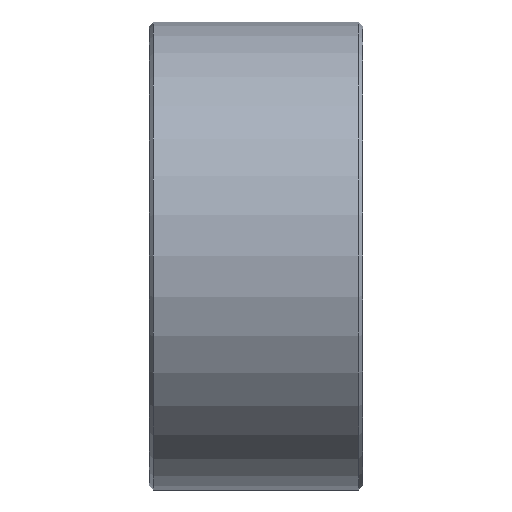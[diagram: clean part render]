
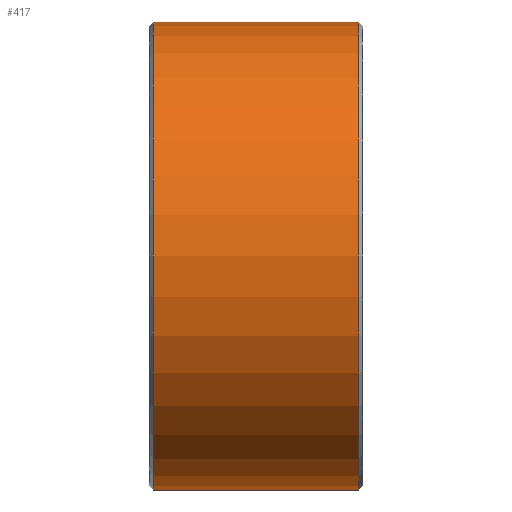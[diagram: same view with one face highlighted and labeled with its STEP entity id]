
A CAD part, front view. The second image highlights one B-rep face of the part: STEP entity #417.
In plain terms, the highlighted cylindrical face has radius 17.5 mm (diameter 35 mm), a full revolution.
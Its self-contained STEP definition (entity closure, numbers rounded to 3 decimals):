
#37=FACE_BOUND('',#120,.T.);
#47=CYLINDRICAL_SURFACE('',#474,17.5);
#74=FACE_OUTER_BOUND('',#119,.T.);
#119=EDGE_LOOP('',(#342));
#120=EDGE_LOOP('',(#343));
#182=CIRCLE('',#473,17.5);
#183=CIRCLE('',#475,17.5);
#217=VERTEX_POINT('',#706);
#218=VERTEX_POINT('',#709);
#260=EDGE_CURVE('',#217,#217,#182,.T.);
#261=EDGE_CURVE('',#218,#218,#183,.T.);
#342=ORIENTED_EDGE('',*,*,#260,.T.);
#343=ORIENTED_EDGE('',*,*,#261,.F.);
#417=ADVANCED_FACE('',(#74,#37),#47,.T.);
#473=AXIS2_PLACEMENT_3D('',#707,#596,#597);
#474=AXIS2_PLACEMENT_3D('',#708,#598,#599);
#475=AXIS2_PLACEMENT_3D('',#710,#600,#601);
#596=DIRECTION('center_axis',(-1.,0.,0.));
#597=DIRECTION('ref_axis',(0.,0.,-1.));
#598=DIRECTION('center_axis',(1.,0.,0.));
#599=DIRECTION('ref_axis',(0.,0.,-1.));
#600=DIRECTION('center_axis',(-1.,0.,0.));
#601=DIRECTION('ref_axis',(0.,0.,-1.));
#706=CARTESIAN_POINT('',(30.201,-1.867,26.861));
#707=CARTESIAN_POINT('Origin',(30.201,15.633,26.861));
#708=CARTESIAN_POINT('Origin',(14.801,15.633,26.861));
#709=CARTESIAN_POINT('',(14.801,-1.867,26.861));
#710=CARTESIAN_POINT('Origin',(14.801,15.633,26.861));
